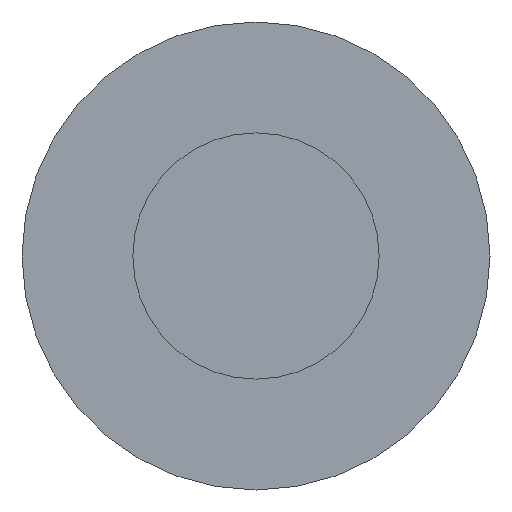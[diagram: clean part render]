
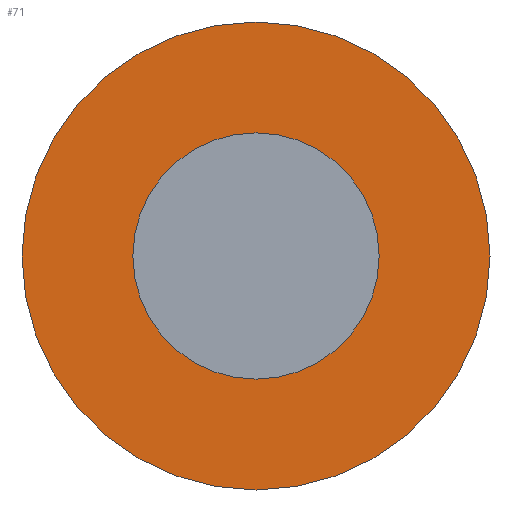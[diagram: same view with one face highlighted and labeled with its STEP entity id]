
A CAD part, front view. The second image highlights one B-rep face of the part: STEP entity #71.
In plain terms, the highlighted planar face has unit normal (0, -1, 0).
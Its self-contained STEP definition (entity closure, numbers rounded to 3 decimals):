
#21 = FACE_OUTER_BOUND ( 'NONE', #76, .T. ) ;
#26 = VERTEX_POINT ( 'NONE', #210 ) ;
#28 = DIRECTION ( 'NONE',  ( 0., 0., -1. ) ) ;
#34 = VERTEX_POINT ( 'NONE', #200 ) ;
#45 = DIRECTION ( 'NONE',  ( 0., -1., 0. ) ) ;
#46 = EDGE_CURVE ( 'NONE', #26, #204, #396, .T. ) ;
#47 = CARTESIAN_POINT ( 'NONE',  ( 0., 0., 0. ) ) ;
#57 = DIRECTION ( 'NONE',  ( 0., 0., -1. ) ) ;
#59 = DIRECTION ( 'NONE',  ( 0., 0., -1. ) ) ;
#60 = DIRECTION ( 'NONE',  ( 0., -1., 0. ) ) ;
#62 = PLANE ( 'NONE',  #365 ) ;
#65 = EDGE_CURVE ( 'NONE', #34, #173, #107, .T. ) ;
#67 = ORIENTED_EDGE ( 'NONE', *, *, #403, .F. ) ;
#71 = ADVANCED_FACE ( 'NONE', ( #414, #21 ), #62, .T. ) ;
#76 = EDGE_LOOP ( 'NONE', ( #171, #129 ) ) ;
#86 = DIRECTION ( 'NONE',  ( 0., -1., 0. ) ) ;
#88 = CARTESIAN_POINT ( 'NONE',  ( 0., 0., 0. ) ) ;
#94 = DIRECTION ( 'NONE',  ( 0., 0., -1. ) ) ;
#97 = DIRECTION ( 'NONE',  ( 0., -1., 0. ) ) ;
#107 = CIRCLE ( 'NONE', #291, 2.85 ) ;
#111 = ORIENTED_EDGE ( 'NONE', *, *, #46, .F. ) ;
#126 = CARTESIAN_POINT ( 'NONE',  ( 0., 0., 0. ) ) ;
#129 = ORIENTED_EDGE ( 'NONE', *, *, #65, .T. ) ;
#130 = CARTESIAN_POINT ( 'NONE',  ( 0., 0., 0. ) ) ;
#145 = CIRCLE ( 'NONE', #427, 1.5 ) ;
#171 = ORIENTED_EDGE ( 'NONE', *, *, #299, .T. ) ;
#173 = VERTEX_POINT ( 'NONE', #319 ) ;
#200 = CARTESIAN_POINT ( 'NONE',  ( 0., 0., 2.85 ) ) ;
#204 = VERTEX_POINT ( 'NONE', #234 ) ;
#210 = CARTESIAN_POINT ( 'NONE',  ( 0., 0., -1.5 ) ) ;
#211 = CIRCLE ( 'NONE', #479, 2.85 ) ;
#227 = DIRECTION ( 'NONE',  ( 0., 0., -1. ) ) ;
#228 = DIRECTION ( 'NONE',  ( 0., -1., 0. ) ) ;
#229 = CARTESIAN_POINT ( 'NONE',  ( 0., 0., 0. ) ) ;
#234 = CARTESIAN_POINT ( 'NONE',  ( 0., 0., 1.5 ) ) ;
#291 = AXIS2_PLACEMENT_3D ( 'NONE', #88, #86, #57 ) ;
#299 = EDGE_CURVE ( 'NONE', #173, #34, #211, .T. ) ;
#307 = EDGE_LOOP ( 'NONE', ( #111, #67 ) ) ;
#317 = AXIS2_PLACEMENT_3D ( 'NONE', #126, #97, #94 ) ;
#319 = CARTESIAN_POINT ( 'NONE',  ( 0., 0., -2.85 ) ) ;
#365 = AXIS2_PLACEMENT_3D ( 'NONE', #130, #60, #59 ) ;
#396 = CIRCLE ( 'NONE', #317, 1.5 ) ;
#403 = EDGE_CURVE ( 'NONE', #204, #26, #145, .T. ) ;
#414 = FACE_BOUND ( 'NONE', #307, .T. ) ;
#427 = AXIS2_PLACEMENT_3D ( 'NONE', #47, #45, #28 ) ;
#479 = AXIS2_PLACEMENT_3D ( 'NONE', #229, #228, #227 ) ;
